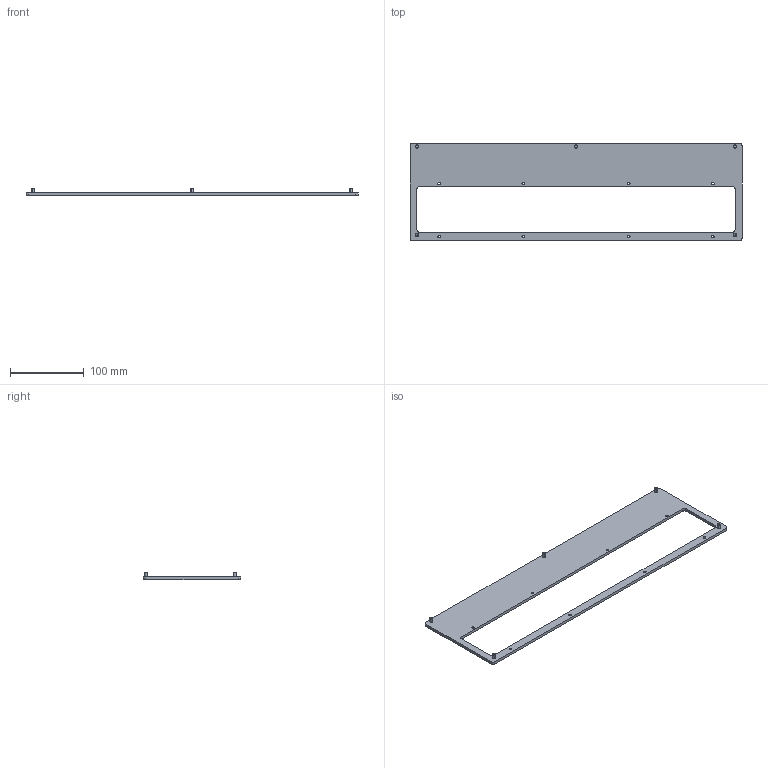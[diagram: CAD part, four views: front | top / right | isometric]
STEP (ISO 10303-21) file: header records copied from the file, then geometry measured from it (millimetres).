
FILE_DESCRIPTION (( 'STEP AP214' ), '1' );
FILE_NAME ('INGUN_113920.STEP', '2022-10-18T13:10:24', ( '' ), ( '' ), 'SwSTEP 2.0', 'SolidWorks 2021', '' );
FILE_SCHEMA (( 'AUTOMOTIVE_DESIGN' ));
Length unit declared in the file: millimetre
Products named in the file (3): 113919~0; INGUN_113920; DIN7991~n_M04,0x010 VA
Assembly tree (6 placements, depth 2):
  INGUN_113920
    113919~0
    DIN7991~n_M04,0x010 VA  x5
Bounding box: 451 x 132.2 x 10 mm (x, y, z)
Volume: 131013.2 mm3; surface area: 75571.2 mm2
Topology: 6 solids, 6 shells, 194 faces, 506 edges, 324 vertices
Faces by surface type: cylinder 139, cone 30, plane 25
Entity records: 3108 total; most frequent: DIRECTION 530, CARTESIAN_POINT 527, ORIENTED_EDGE 460, EDGE_CURVE 230, AXIS2_PLACEMENT_3D 217, VERTEX_POINT 148, CIRCLE 126, EDGE_LOOP 106
